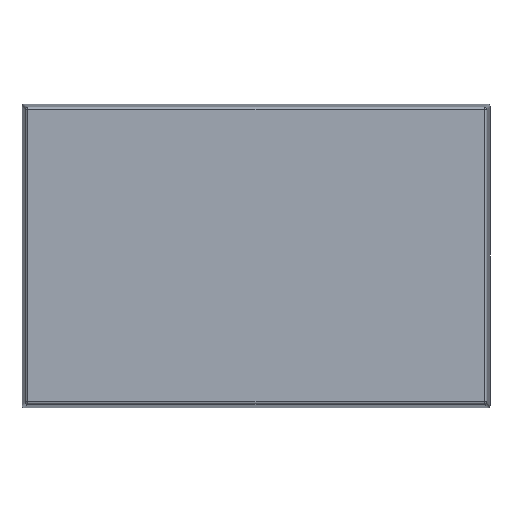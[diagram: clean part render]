
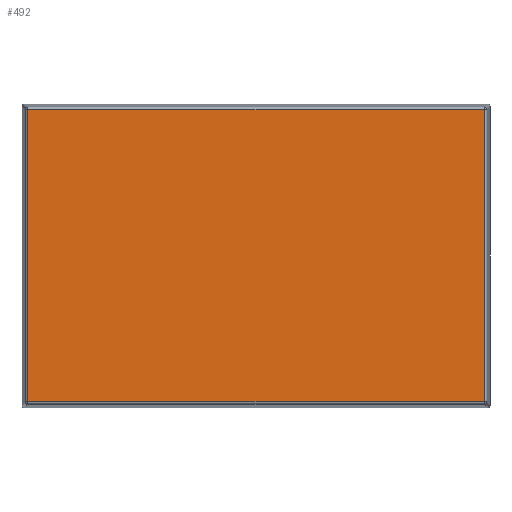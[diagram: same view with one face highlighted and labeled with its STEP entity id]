
A CAD part, top view. The second image highlights one B-rep face of the part: STEP entity #492.
In plain terms, the highlighted face is planar.
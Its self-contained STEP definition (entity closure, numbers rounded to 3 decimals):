
#34=PLANE('',#577);
#60=LINE('',#870,#89);
#62=LINE('',#873,#91);
#66=LINE('',#879,#95);
#68=LINE('',#882,#97);
#89=VECTOR('',#703,10.);
#91=VECTOR('',#707,10.);
#95=VECTOR('',#715,10.);
#97=VECTOR('',#719,10.);
#145=FACE_OUTER_BOUND('',#186,.T.);
#186=EDGE_LOOP('',(#425,#426,#427,#428));
#237=VERTEX_POINT('',#793);
#240=VERTEX_POINT('',#800);
#243=VERTEX_POINT('',#807);
#249=VERTEX_POINT('',#821);
#309=EDGE_CURVE('',#243,#249,#60,.T.);
#311=EDGE_CURVE('',#249,#240,#62,.T.);
#315=EDGE_CURVE('',#237,#243,#66,.T.);
#317=EDGE_CURVE('',#240,#237,#68,.T.);
#425=ORIENTED_EDGE('',*,*,#309,.F.);
#426=ORIENTED_EDGE('',*,*,#315,.F.);
#427=ORIENTED_EDGE('',*,*,#317,.F.);
#428=ORIENTED_EDGE('',*,*,#311,.F.);
#492=ADVANCED_FACE('',(#145),#34,.T.);
#577=AXIS2_PLACEMENT_3D('',#888,#730,#731);
#703=DIRECTION('',(0.,0.,1.));
#707=DIRECTION('',(-1.,0.,0.));
#715=DIRECTION('',(1.,0.,0.));
#719=DIRECTION('',(0.,0.,-1.));
#730=DIRECTION('center_axis',(0.,1.,0.));
#731=DIRECTION('ref_axis',(1.,0.,0.));
#793=CARTESIAN_POINT('',(-2.802,15.,-20.432));
#800=CARTESIAN_POINT('',(-2.802,15.,2.652));
#807=CARTESIAN_POINT('',(33.282,15.,-20.432));
#821=CARTESIAN_POINT('',(33.282,15.,2.652));
#870=CARTESIAN_POINT('',(33.282,15.,-14.89));
#873=CARTESIAN_POINT('',(24.49,15.,2.652));
#879=CARTESIAN_POINT('',(5.99,15.,-20.432));
#882=CARTESIAN_POINT('',(-2.802,15.,-2.89));
#888=CARTESIAN_POINT('Origin',(15.24,15.,-8.89));
